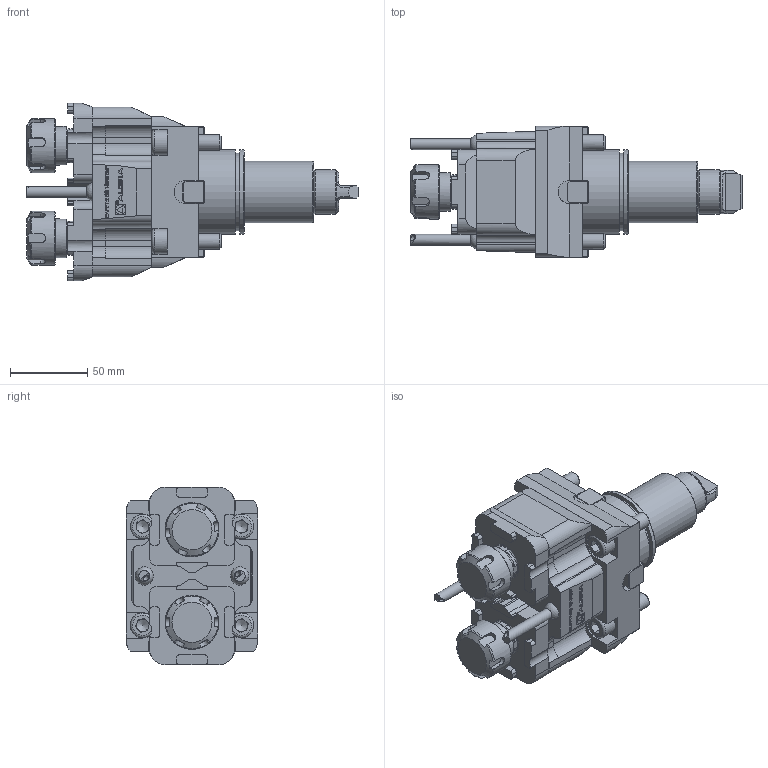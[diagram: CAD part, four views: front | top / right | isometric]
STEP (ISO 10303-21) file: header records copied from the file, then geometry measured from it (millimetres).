
FILE_DESCRIPTION (( 'STEP AP214' ), '1' );
FILE_NAME ('RAPPTYH20131UT55P.STEP', '2023-01-25T10:49:09', ( '' ), ( '' ), 'SwSTEP 2.0', 'SolidWorks 2016', '' );
FILE_SCHEMA (( 'AUTOMOTIVE_DESIGN' ));
Length unit declared in the file: millimetre
Products named in the file (1): RAPPTYH20131UT55P
Bounding box: 215.28 x 85 x 115 mm (x, y, z)
Volume: 741682.4 mm3; surface area: 78839 mm2
Topology: 1 solids, 1 shells, 891 faces, 2403 edges, 1571 vertices
Faces by surface type: plane 587, cylinder 166, bspline 84, cone 26, torus 26, sphere 2
Full cylindrical faces by diameter (mm): 1.7 x1, 2.1 x1, 4 x2, 6.366 x1, 7 x2, 10 x4, 16 x4, 25 x2, 28 x1, 29 x1, 35 x2, 40 x1, 50.2 x1, 55 x2
Entity records: 35645 total; most frequent: CARTESIAN_POINT 11789, ORIENTED_EDGE 4648, DIRECTION 4049, EDGE_CURVE 2324, LINE 1571, VECTOR 1571, VERTEX_POINT 1543, AXIS2_PLACEMENT_3D 1239
